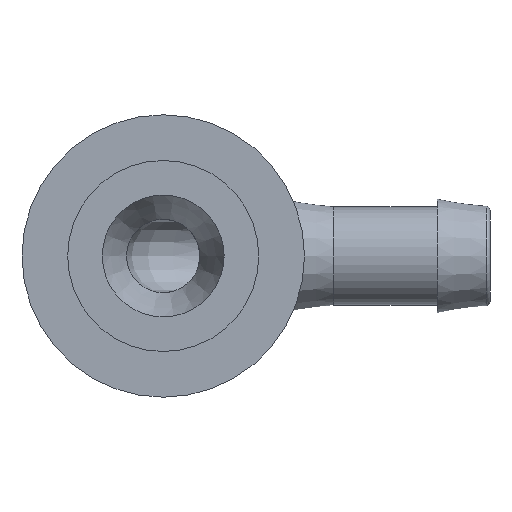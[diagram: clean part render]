
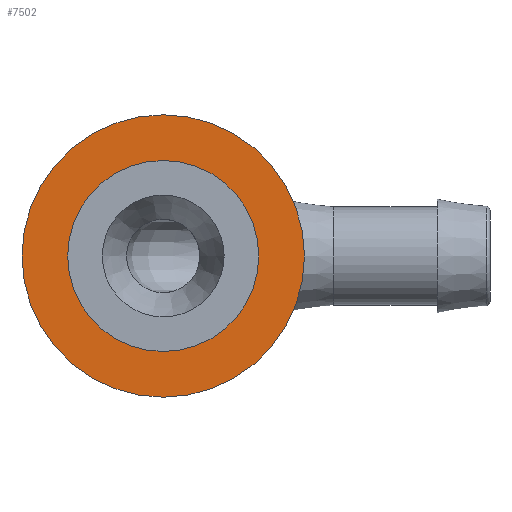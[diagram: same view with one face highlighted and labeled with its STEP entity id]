
A CAD part, front view. The second image highlights one B-rep face of the part: STEP entity #7502.
In plain terms, the highlighted planar face has unit normal (0, -1, 0).
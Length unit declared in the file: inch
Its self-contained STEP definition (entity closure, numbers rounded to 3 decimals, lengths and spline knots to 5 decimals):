
#229=PLANE($,#8027);
#383=FACE_BOUND($,#2300,.T.);
#1808=FACE_OUTER_BOUND($,#2299,.T.);
#2299=EDGE_LOOP($,(#6895));
#2300=EDGE_LOOP($,(#6896));
#2738=CIRCLE($,#7634,1.02);
#2854=CIRCLE($,#8026,0.69);
#3121=VERTEX_POINT($,#11210);
#3595=VERTEX_POINT($,#16475);
#3865=EDGE_CURVE($,#3121,#3121,#2738,.T.);
#4697=EDGE_CURVE($,#3595,#3595,#2854,.T.);
#6895=ORIENTED_EDGE($,*,*,#3865,.F.);
#6896=ORIENTED_EDGE($,*,*,#4697,.T.);
#7502=ADVANCED_FACE($,(#1808,#383),#229,.T.);
#7634=AXIS2_PLACEMENT_3D($,#11211,#8336,#8337);
#8026=AXIS2_PLACEMENT_3D($,#16476,#9545,#9546);
#8027=AXIS2_PLACEMENT_3D($,#16477,#9547,#9548);
#8336=DIRECTION('center_axis',(0.,1.,0.));
#8337=DIRECTION('ref_axis',(1.,0.,0.));
#9545=DIRECTION('center_axis',(0.,1.,0.));
#9546=DIRECTION('ref_axis',(1.,0.,0.));
#9547=DIRECTION('center_axis',(0.,-1.,0.));
#9548=DIRECTION('ref_axis',(0.,0.,-1.));
#11210=CARTESIAN_POINT('',(-1.02,-1.59,0.));
#11211=CARTESIAN_POINT('Origin',(0.,-1.59,0.));
#16475=CARTESIAN_POINT('',(-0.69,-1.59,0.));
#16476=CARTESIAN_POINT('Origin',(0.,-1.59,0.));
#16477=CARTESIAN_POINT('Origin',(-1.02,-1.59,0.));
